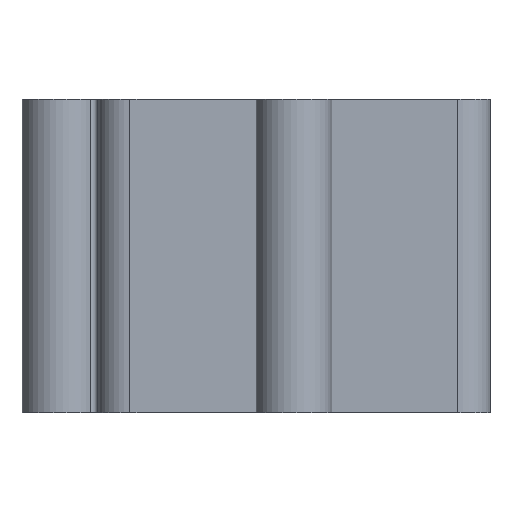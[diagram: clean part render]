
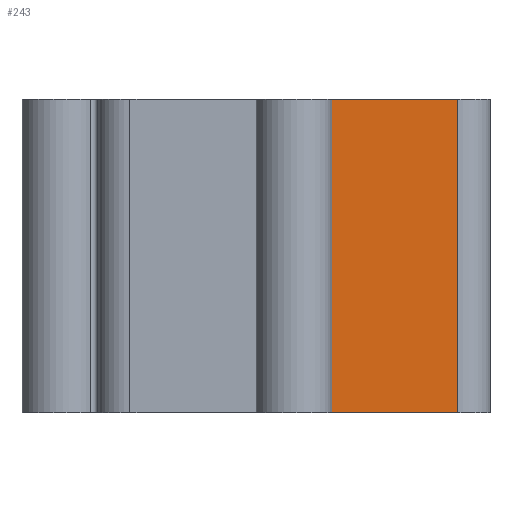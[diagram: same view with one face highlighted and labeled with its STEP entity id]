
A CAD part, left-side view. The second image highlights one B-rep face of the part: STEP entity #243.
In plain terms, the highlighted planar face has unit normal (-1, 0, 0).
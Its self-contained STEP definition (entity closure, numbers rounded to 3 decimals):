
#243 = ADVANCED_FACE( '', ( #487 ), #488, .F. );
#487 = FACE_OUTER_BOUND( '', #724, .T. );
#488 = PLANE( '', #725 );
#724 = EDGE_LOOP( '', ( #1432, #1433, #1434, #1435 ) );
#725 = AXIS2_PLACEMENT_3D( '', #1436, #1437, #1438 );
#1432 = ORIENTED_EDGE( '', *, *, #1525, .T. );
#1433 = ORIENTED_EDGE( '', *, *, #1651, .F. );
#1434 = ORIENTED_EDGE( '', *, *, #1627, .F. );
#1435 = ORIENTED_EDGE( '', *, *, #1653, .T. );
#1436 = CARTESIAN_POINT( '', ( -14., 8.757, 8. ) );
#1437 = DIRECTION( '', ( 1., 0., 0. ) );
#1438 = DIRECTION( '', ( 0., 0., -1. ) );
#1525 = EDGE_CURVE( '', #1865, #1863, #1866, .T. );
#1627 = EDGE_CURVE( '', #2037, #2039, #2040, .T. );
#1651 = EDGE_CURVE( '', #2039, #1863, #2070, .T. );
#1653 = EDGE_CURVE( '', #2037, #1865, #2072, .T. );
#1863 = VERTEX_POINT( '', #2483 );
#1865 = VERTEX_POINT( '', #2485 );
#1866 = LINE( '', #2486, #2487 );
#2037 = VERTEX_POINT( '', #2767 );
#2039 = VERTEX_POINT( '', #2769 );
#2040 = LINE( '', #2770, #2771 );
#2070 = LINE( '', #2812, #2813 );
#2072 = LINE( '', #2815, #2816 );
#2483 = CARTESIAN_POINT( '', ( -14., 1.65, -8. ) );
#2485 = CARTESIAN_POINT( '', ( -14., 8.757, -8. ) );
#2486 = CARTESIAN_POINT( '', ( -14., 8.757, -8. ) );
#2487 = VECTOR( '', #3065, 1000. );
#2767 = CARTESIAN_POINT( '', ( -14., 8.757, 8. ) );
#2769 = CARTESIAN_POINT( '', ( -14., 1.65, 8. ) );
#2770 = CARTESIAN_POINT( '', ( -14., 8.757, 8. ) );
#2771 = VECTOR( '', #3250, 1000. );
#2812 = CARTESIAN_POINT( '', ( -14., 1.65, 8. ) );
#2813 = VECTOR( '', #3277, 1000. );
#2815 = CARTESIAN_POINT( '', ( -14., 8.757, 8. ) );
#2816 = VECTOR( '', #3278, 1000. );
#3065 = DIRECTION( '', ( 0., -1., 0. ) );
#3250 = DIRECTION( '', ( 0., -1., 0. ) );
#3277 = DIRECTION( '', ( 0., 0., -1. ) );
#3278 = DIRECTION( '', ( 0., 0., -1. ) );
